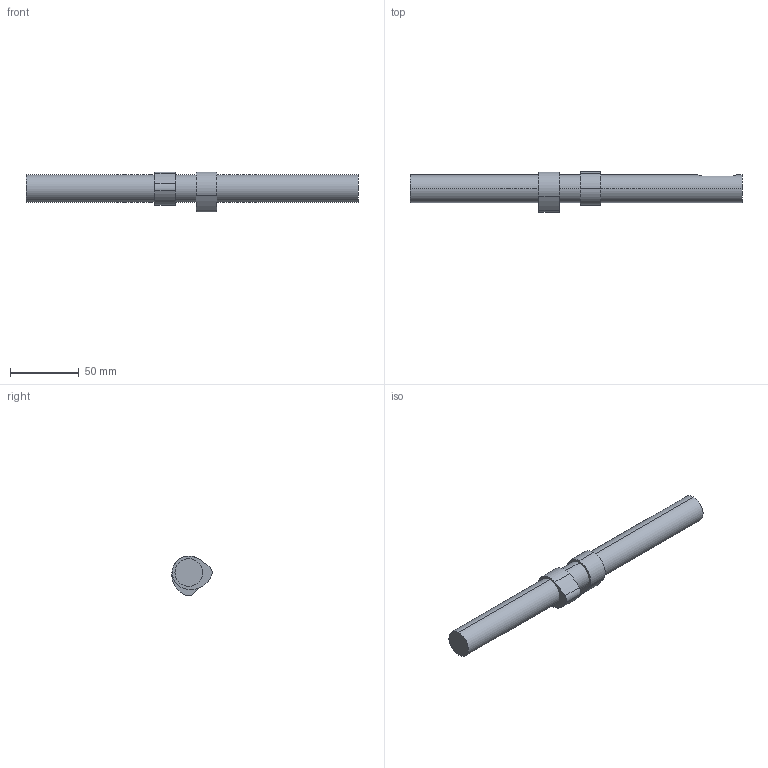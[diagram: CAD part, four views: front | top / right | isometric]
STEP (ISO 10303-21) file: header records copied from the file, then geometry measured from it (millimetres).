
FILE_DESCRIPTION (( 'STEP AP203' ), '1' );
FILE_NAME ('camshaft_Default_sldprt.STEP', '2025-10-06T18:15:52', ( '' ), ( '' ), 'SwSTEP 2.0', 'SolidWorks 2025', '' );
FILE_SCHEMA (( 'CONFIG_CONTROL_DESIGN' ));
Length unit declared in the file: millimetre
Products named in the file (1): camshaft_Default_sldprt
Bounding box: 241 x 29.29 x 29 mm (x, y, z)
Volume: 90882.8 mm3; surface area: 20592.7 mm2
Topology: 3 solids, 3 shells, 23 faces, 48 edges, 32 vertices
Faces by surface type: cylinder 14, plane 9
Entity records: 763 total; most frequent: CARTESIAN_POINT 170, DIRECTION 120, ORIENTED_EDGE 96, AXIS2_PLACEMENT_3D 50, EDGE_CURVE 48, VERTEX_POINT 32, CIRCLE 26, EDGE_LOOP 24
